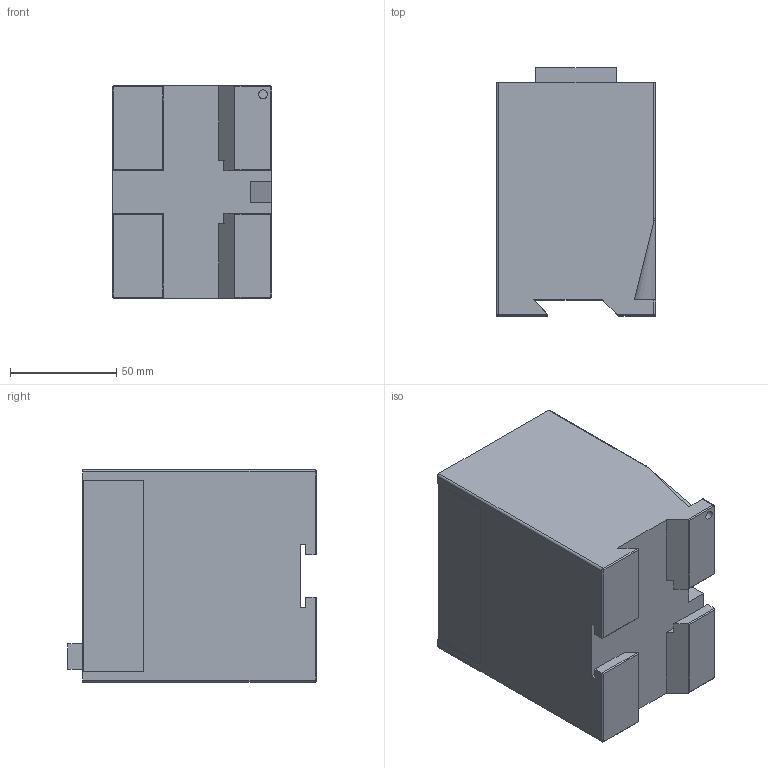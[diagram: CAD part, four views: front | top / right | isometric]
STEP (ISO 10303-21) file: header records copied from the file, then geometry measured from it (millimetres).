
FILE_DESCRIPTION((''),'2;1');
FILE_NAME('K5_D201302A','2005-12-15T',('Pepperl+Fuchs'),('Industriehansa'),'PRO/ENGINEER BY PARAMETRIC TECHNOLOGY CORPORATION, 2005290','PRO/ENGINEER BY PARAMETRIC TECHNOLOGY CORPORATION, 2005290','');
FILE_SCHEMA(('AUTOMOTIVE_DESIGN_CC2 { 1 2 10303 214 -1 1 5 2 }'));
Length unit declared in the file: millimetre
Products named in the file (1): K5_D201302A
Bounding box: 75 x 117 x 100 mm (x, y, z)
Volume: 790179.6 mm3; surface area: 56495.7 mm2
Topology: 1 solids, 1 shells, 75 faces, 204 edges, 132 vertices
Faces by surface type: plane 47, cylinder 23, torus 3, bspline 1, cone 1
Entity records: 3318 total; most frequent: CARTESIAN_POINT 544, ORIENTED_EDGE 408, DIRECTION 365, PRESENTATION_STYLE_ASSIGNMENT 222, STYLED_ITEM 205, CURVE_STYLE 204, EDGE_CURVE 204, VECTOR 157
